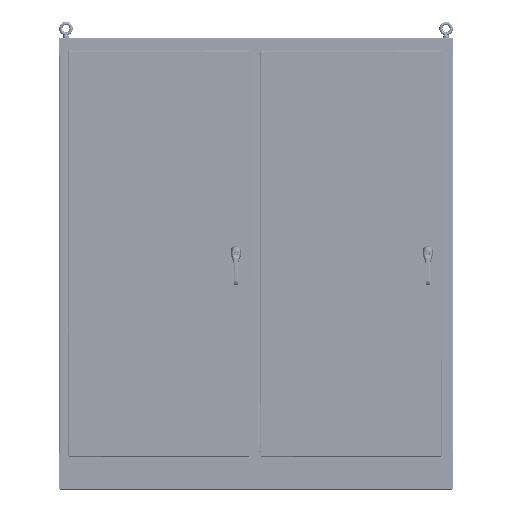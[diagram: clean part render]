
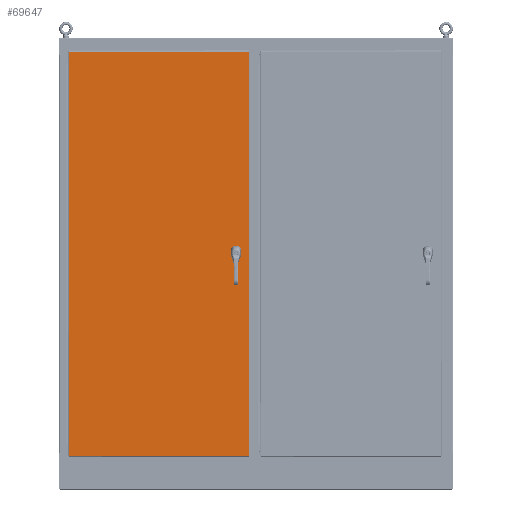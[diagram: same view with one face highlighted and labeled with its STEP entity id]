
A CAD part, top view. The second image highlights one B-rep face of the part: STEP entity #69647.
In plain terms, the highlighted planar face has unit normal (0, 0, 1).
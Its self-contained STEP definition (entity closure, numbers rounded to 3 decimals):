
#4798=FACE_BOUND($,#15632,.T.);
#4799=FACE_BOUND($,#15633,.T.);
#4800=FACE_BOUND($,#15634,.T.);
#4801=FACE_BOUND($,#15635,.T.);
#4802=FACE_BOUND($,#15636,.T.);
#6125=CIRCLE($,#75225,0.453);
#6127=CIRCLE($,#75229,0.453);
#6129=CIRCLE($,#75233,0.453);
#6131=CIRCLE($,#75237,0.453);
#6133=CIRCLE($,#75240,0.141);
#6135=CIRCLE($,#75243,0.141);
#6137=CIRCLE($,#75246,0.141);
#15632=EDGE_LOOP($,(#52349,#52350,#52351,#52352,#52353,#52354,#52355,#52356));
#15633=EDGE_LOOP($,(#52357));
#15634=EDGE_LOOP($,(#52358));
#15635=EDGE_LOOP($,(#52359));
#15636=EDGE_LOOP($,(#52360,#52361,#52362,#52363));
#20769=LINE($,#117965,#26116);
#20773=LINE($,#117977,#26120);
#20777=LINE($,#117989,#26124);
#20781=LINE($,#118001,#26128);
#20800=LINE($,#118069,#26147);
#20812=LINE($,#118183,#26159);
#20827=LINE($,#118303,#26174);
#20842=LINE($,#118422,#26189);
#26116=VECTOR($,#87439,0.427);
#26120=VECTOR($,#87451,0.427);
#26124=VECTOR($,#87463,0.427);
#26128=VECTOR($,#87475,0.427);
#26147=VECTOR($,#87530,80.563);
#26159=VECTOR($,#87554,35.813);
#26174=VECTOR($,#87583,80.563);
#26189=VECTOR($,#87612,35.813);
#31733=VERTEX_POINT($,#117962);
#31734=VERTEX_POINT($,#117964);
#31736=VERTEX_POINT($,#117970);
#31738=VERTEX_POINT($,#117976);
#31740=VERTEX_POINT($,#117982);
#31742=VERTEX_POINT($,#117988);
#31744=VERTEX_POINT($,#117994);
#31746=VERTEX_POINT($,#118000);
#31748=VERTEX_POINT($,#118009);
#31750=VERTEX_POINT($,#118014);
#31752=VERTEX_POINT($,#118019);
#31766=VERTEX_POINT($,#118057);
#31767=VERTEX_POINT($,#118068);
#31775=VERTEX_POINT($,#118172);
#31785=VERTEX_POINT($,#118292);
#39068=EDGE_CURVE($,#31734,#31733,#20769,.T.);
#39071=EDGE_CURVE($,#31736,#31734,#6125,.T.);
#39074=EDGE_CURVE($,#31738,#31736,#20773,.T.);
#39077=EDGE_CURVE($,#31740,#31738,#6127,.T.);
#39080=EDGE_CURVE($,#31742,#31740,#20777,.T.);
#39083=EDGE_CURVE($,#31744,#31742,#6129,.T.);
#39086=EDGE_CURVE($,#31746,#31744,#20781,.T.);
#39089=EDGE_CURVE($,#31733,#31746,#6131,.T.);
#39091=EDGE_CURVE($,#31748,#31748,#6133,.T.);
#39093=EDGE_CURVE($,#31750,#31750,#6135,.T.);
#39095=EDGE_CURVE($,#31752,#31752,#6137,.T.);
#39114=EDGE_CURVE($,#31767,#31766,#20800,.T.);
#39130=EDGE_CURVE($,#31766,#31775,#20812,.T.);
#39149=EDGE_CURVE($,#31775,#31785,#20827,.T.);
#39168=EDGE_CURVE($,#31785,#31767,#20842,.T.);
#52349=ORIENTED_EDGE($,*,*,#39068,.T.);
#52350=ORIENTED_EDGE($,*,*,#39089,.T.);
#52351=ORIENTED_EDGE($,*,*,#39086,.T.);
#52352=ORIENTED_EDGE($,*,*,#39083,.T.);
#52353=ORIENTED_EDGE($,*,*,#39080,.T.);
#52354=ORIENTED_EDGE($,*,*,#39077,.T.);
#52355=ORIENTED_EDGE($,*,*,#39074,.T.);
#52356=ORIENTED_EDGE($,*,*,#39071,.T.);
#52357=ORIENTED_EDGE($,*,*,#39091,.T.);
#52358=ORIENTED_EDGE($,*,*,#39093,.T.);
#52359=ORIENTED_EDGE($,*,*,#39095,.T.);
#52360=ORIENTED_EDGE($,*,*,#39114,.T.);
#52361=ORIENTED_EDGE($,*,*,#39130,.T.);
#52362=ORIENTED_EDGE($,*,*,#39149,.T.);
#52363=ORIENTED_EDGE($,*,*,#39168,.T.);
#67222=PLANE($,#75279);
#69647=ADVANCED_FACE($,(#4798,#4799,#4800,#4801,#4802),#67222,.T.);
#75225=AXIS2_PLACEMENT_3D($,#117971,#87445,#87446);
#75229=AXIS2_PLACEMENT_3D($,#117983,#87457,#87458);
#75233=AXIS2_PLACEMENT_3D($,#117995,#87469,#87470);
#75237=AXIS2_PLACEMENT_3D($,#118005,#87481,#87482);
#75240=AXIS2_PLACEMENT_3D($,#118010,#87487,#87488);
#75243=AXIS2_PLACEMENT_3D($,#118015,#87493,#87494);
#75246=AXIS2_PLACEMENT_3D($,#118020,#87499,#87500);
#75279=AXIS2_PLACEMENT_3D($,#118525,#87637,#87638);
#87439=DIRECTION($,(0.,1.,0.));
#87445=DIRECTION('center_axis',(0.,0.,-1.));
#87446=DIRECTION('ref_axis',(-0.882,-0.471,0.));
#87451=DIRECTION($,(-1.,0.,0.));
#87457=DIRECTION('center_axis',(0.,0.,-1.));
#87458=DIRECTION('ref_axis',(0.471,-0.882,0.));
#87463=DIRECTION($,(0.,-1.,0.));
#87469=DIRECTION('center_axis',(0.,0.,-1.));
#87470=DIRECTION('ref_axis',(0.882,0.471,0.));
#87475=DIRECTION($,(1.,0.,0.));
#87481=DIRECTION('center_axis',(0.,0.,-1.));
#87482=DIRECTION('ref_axis',(-0.471,0.882,0.));
#87487=DIRECTION('center_axis',(0.,0.,-1.));
#87488=DIRECTION('ref_axis',(-1.,0.,0.));
#87493=DIRECTION('center_axis',(0.,0.,-1.));
#87494=DIRECTION('ref_axis',(-1.,0.,0.));
#87499=DIRECTION('center_axis',(0.,0.,-1.));
#87500=DIRECTION('ref_axis',(-1.,0.,0.));
#87530=DIRECTION($,(0.,-1.,0.));
#87554=DIRECTION($,(1.,0.,0.));
#87583=DIRECTION($,(0.,1.,0.));
#87612=DIRECTION($,(-1.,0.,0.));
#87637=DIRECTION('center_axis',(0.,0.,1.));
#87638=DIRECTION('ref_axis',(1.,0.,0.));
#117962=CARTESIAN_POINT('',(33.101,40.714,0.125));
#117964=CARTESIAN_POINT('',(33.101,40.286,0.125));
#117965=CARTESIAN_POINT($,(33.101,40.607,0.125));
#117970=CARTESIAN_POINT('',(33.286,40.1,0.125));
#117971=CARTESIAN_POINT('Origin',(33.5,40.5,0.125));
#117976=CARTESIAN_POINT('',(33.714,40.101,0.125));
#117977=CARTESIAN_POINT($,(25.706,40.1,0.125));
#117982=CARTESIAN_POINT('',(33.9,40.286,0.125));
#117983=CARTESIAN_POINT('Origin',(33.5,40.5,0.125));
#117988=CARTESIAN_POINT('',(33.899,40.714,0.125));
#117989=CARTESIAN_POINT($,(33.9,40.393,0.125));
#117994=CARTESIAN_POINT('',(33.714,40.9,0.125));
#117995=CARTESIAN_POINT('Origin',(33.5,40.5,0.125));
#118000=CARTESIAN_POINT('',(33.286,40.899,0.125));
#118001=CARTESIAN_POINT($,(25.919,40.899,0.125));
#118005=CARTESIAN_POINT('Origin',(33.5,40.5,0.125));
#118009=CARTESIAN_POINT('',(33.641,41.385,0.125));
#118010=CARTESIAN_POINT('Origin',(33.5,41.385,0.125));
#118014=CARTESIAN_POINT('',(33.641,39.614,0.125));
#118015=CARTESIAN_POINT('Origin',(33.5,39.614,0.125));
#118019=CARTESIAN_POINT('',(33.641,39.122,0.125));
#118020=CARTESIAN_POINT('Origin',(33.5,39.122,0.125));
#118057=CARTESIAN_POINT('',(0.219,0.219,0.125));
#118068=CARTESIAN_POINT('',(0.219,80.781,0.125));
#118069=CARTESIAN_POINT($,(0.219,60.641,0.125));
#118172=CARTESIAN_POINT('',(36.031,0.219,0.125));
#118183=CARTESIAN_POINT($,(9.172,0.219,0.125));
#118292=CARTESIAN_POINT('',(36.031,80.781,0.125));
#118303=CARTESIAN_POINT($,(36.031,20.359,0.125));
#118422=CARTESIAN_POINT($,(27.078,80.781,0.125));
#118525=CARTESIAN_POINT('Origin',(18.125,40.5,0.125));
